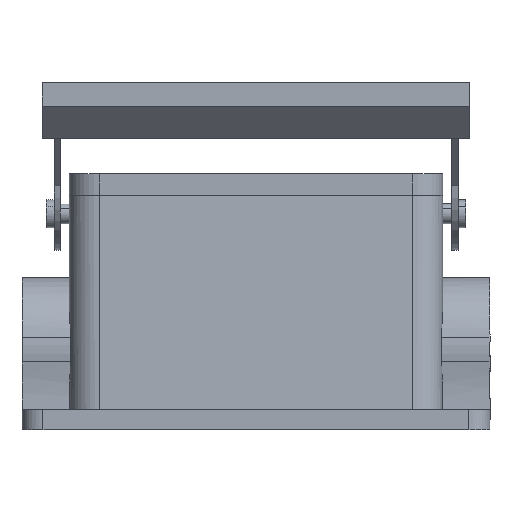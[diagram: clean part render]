
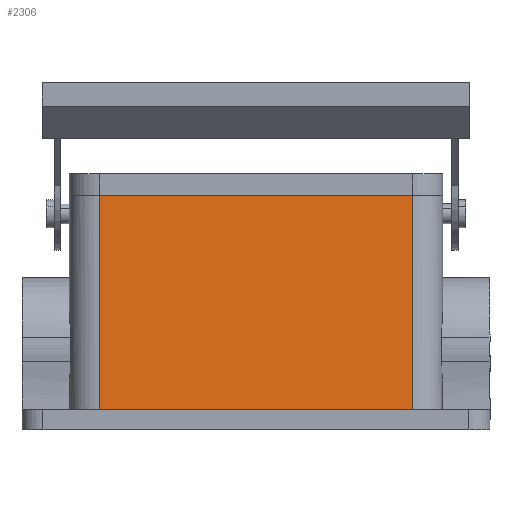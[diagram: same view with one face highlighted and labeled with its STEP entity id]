
A CAD part, left-side view. The second image highlights one B-rep face of the part: STEP entity #2306.
In plain terms, the highlighted planar face has unit normal (-0.999, 0, 0.044).
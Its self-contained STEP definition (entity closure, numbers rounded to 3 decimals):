
#2298=AXIS2_PLACEMENT_3D('Plane Axis2P3D',#2295,#2296,#2297) ;
#1183=CARTESIAN_POINT('Vertex',(16.164,19.35,5.)) ;
#1186=CARTESIAN_POINT('Line Origine',(16.164,58.5,5.)) ;
#1190=CARTESIAN_POINT('Vertex',(16.164,97.65,5.)) ;
#1542=CARTESIAN_POINT('Line Origine',(18.5,58.5,58.5)) ;
#1546=CARTESIAN_POINT('Vertex',(18.5,97.65,58.5)) ;
#1548=CARTESIAN_POINT('Vertex',(18.5,19.35,58.5)) ;
#1791=CARTESIAN_POINT('Line Origine',(17.274,97.65,30.414)) ;
#2280=CARTESIAN_POINT('Line Origine',(17.274,19.35,30.414)) ;
#2295=CARTESIAN_POINT('Axis2P3D Location',(18.5,58.5,58.5)) ;
#1187=DIRECTION('Vector Direction',(0.,1.,0.)) ;
#1543=DIRECTION('Vector Direction',(0.,1.,0.)) ;
#1792=DIRECTION('Vector Direction',(0.044,0.,0.999)) ;
#2281=DIRECTION('Vector Direction',(0.044,0.,0.999)) ;
#2296=DIRECTION('Axis2P3D Direction',(-0.999,0.,0.044)) ;
#2297=DIRECTION('Axis2P3D XDirection',(0.,1.,0.)) ;
#1188=VECTOR('Line Direction',#1187,1.) ;
#1544=VECTOR('Line Direction',#1543,1.) ;
#1793=VECTOR('Line Direction',#1792,1.) ;
#2282=VECTOR('Line Direction',#2281,1.) ;
#2301=ORIENTED_EDGE('',*,*,#2284,.F.) ;
#2302=ORIENTED_EDGE('',*,*,#1550,.F.) ;
#2303=ORIENTED_EDGE('',*,*,#1795,.F.) ;
#2304=ORIENTED_EDGE('',*,*,#1192,.F.) ;
#2306=ADVANCED_FACE('Housing',(#2305),#2299,.T.) ;
#1192=EDGE_CURVE('',#1184,#1191,#1189,.T.) ;
#1550=EDGE_CURVE('',#1547,#1549,#1545,.F.) ;
#1795=EDGE_CURVE('',#1191,#1547,#1794,.T.) ;
#2284=EDGE_CURVE('',#1549,#1184,#2283,.F.) ;
#2300=EDGE_LOOP('',(#2301,#2302,#2303,#2304)) ;
#2305=FACE_OUTER_BOUND('',#2300,.T.) ;
#1189=LINE('Line',#1186,#1188) ;
#1545=LINE('Line',#1542,#1544) ;
#1794=LINE('Line',#1791,#1793) ;
#2283=LINE('Line',#2280,#2282) ;
#2299=PLANE('',#2298) ;
#1184=VERTEX_POINT('',#1183) ;
#1191=VERTEX_POINT('',#1190) ;
#1547=VERTEX_POINT('',#1546) ;
#1549=VERTEX_POINT('',#1548) ;
